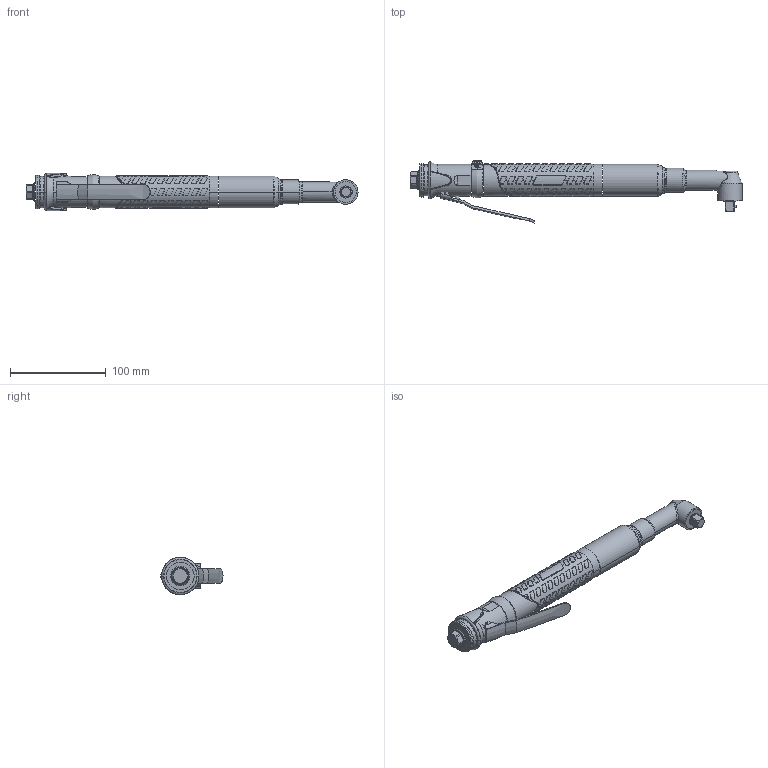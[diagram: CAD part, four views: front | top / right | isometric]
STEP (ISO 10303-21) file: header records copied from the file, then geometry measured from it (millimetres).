
FILE_DESCRIPTION((''),'2;1');
FILE_NAME('19RAA11AH3_SW','2012-02-01T',('bbff4'),('COOPER TOOLS'),'PRO/ENGINEER BY PARAMETRIC TECHNOLOGY CORPORATION, 2009300','PRO/ENGINEER BY PARAMETRIC TECHNOLOGY CORPORATION, 2009300','');
FILE_SCHEMA(('CONFIG_CONTROL_DESIGN'));
Products named in the file (1): 19RAA11AH3_SW
Bounding box: 347.55 x 64.92 x 39.09 mm (x, y, z)
Surface area: 47376 mm2 (no closed solid volume)
Topology: 0 solids, 277 shells, 974 faces, 3604 edges, 2867 vertices
Faces by surface type: bspline 426, cylinder 292, plane 190, torus 32, cone 27, sphere 4, extrusion 3
Entity records: 55781 total; most frequent: CARTESIAN_POINT 31003, ORIENTED_EDGE 4647, DIRECTION 4029, EDGE_CURVE 3604, VERTEX_POINT 2869, B_SPLINE_CURVE_WITH_KNOTS 1670, AXIS2_PLACEMENT_3D 1546, CIRCLE 1003
